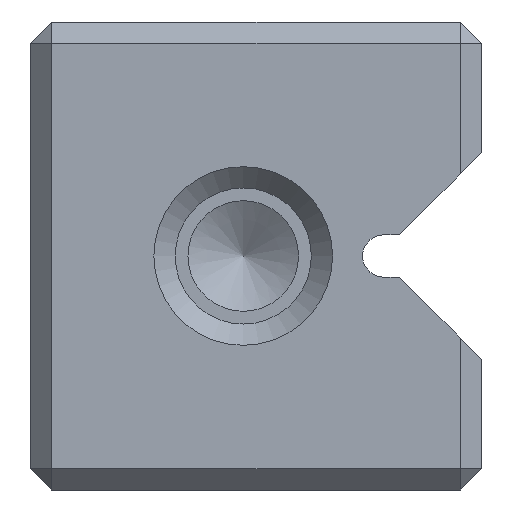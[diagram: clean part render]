
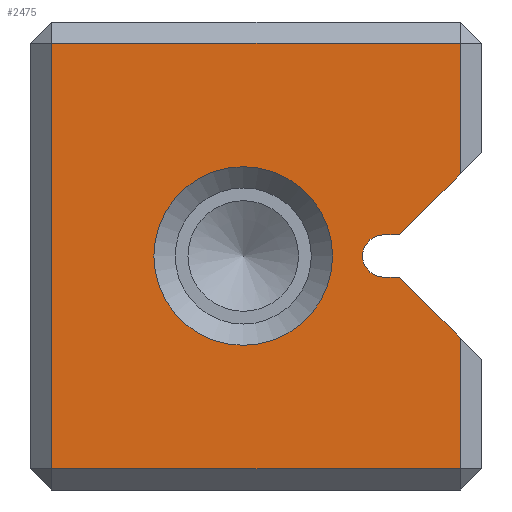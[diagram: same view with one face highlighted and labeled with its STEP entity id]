
A CAD part, left-side view. The second image highlights one B-rep face of the part: STEP entity #2475.
In plain terms, the highlighted planar face has unit normal (-1, 0, 0).
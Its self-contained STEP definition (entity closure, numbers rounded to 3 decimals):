
#2475=ADVANCED_FACE('',(#3426,#3427),#2868,.T.);
#2868=PLANE('',#8853);
#3134=CIRCLE('',#8851,2.1);
#3135=CIRCLE('',#8852,0.5);
#3426=FACE_BOUND('',#3638,.T.);
#3427=FACE_BOUND('',#3639,.T.);
#3638=EDGE_LOOP('',(#4371));
#3639=EDGE_LOOP('',(#4372,#4373,#4374,#4375,#4376,#4377,#4378,#4379,#4380,
#4381));
#4371=ORIENTED_EDGE('',*,*,#6851,.T.);
#4372=ORIENTED_EDGE('',*,*,#6852,.T.);
#4373=ORIENTED_EDGE('',*,*,#6853,.T.);
#4374=ORIENTED_EDGE('',*,*,#6854,.F.);
#4375=ORIENTED_EDGE('',*,*,#6855,.T.);
#4376=ORIENTED_EDGE('',*,*,#6856,.T.);
#4377=ORIENTED_EDGE('',*,*,#6857,.F.);
#4378=ORIENTED_EDGE('',*,*,#6858,.F.);
#4379=ORIENTED_EDGE('',*,*,#6859,.T.);
#4380=ORIENTED_EDGE('',*,*,#6860,.T.);
#4381=ORIENTED_EDGE('',*,*,#6861,.T.);
#6215=VERTEX_POINT('',#11420);
#6216=VERTEX_POINT('',#11422);
#6217=VERTEX_POINT('',#11423);
#6218=VERTEX_POINT('',#11425);
#6219=VERTEX_POINT('',#11427);
#6220=VERTEX_POINT('',#11429);
#6221=VERTEX_POINT('',#11431);
#6222=VERTEX_POINT('',#11433);
#6223=VERTEX_POINT('',#11435);
#6224=VERTEX_POINT('',#11437);
#6225=VERTEX_POINT('',#11439);
#6851=EDGE_CURVE('',#6215,#6215,#3134,.T.);
#6852=EDGE_CURVE('',#6216,#6217,#7673,.T.);
#6853=EDGE_CURVE('',#6217,#6218,#7674,.T.);
#6854=EDGE_CURVE('',#6219,#6218,#7675,.T.);
#6855=EDGE_CURVE('',#6219,#6220,#7676,.T.);
#6856=EDGE_CURVE('',#6220,#6221,#3135,.T.);
#6857=EDGE_CURVE('',#6222,#6221,#7677,.T.);
#6858=EDGE_CURVE('',#6223,#6222,#7678,.T.);
#6859=EDGE_CURVE('',#6223,#6224,#7679,.T.);
#6860=EDGE_CURVE('',#6224,#6225,#7680,.T.);
#6861=EDGE_CURVE('',#6225,#6216,#7681,.T.);
#7673=LINE('',#11421,#8331);
#7674=LINE('',#11424,#8332);
#7675=LINE('',#11426,#8333);
#7676=LINE('',#11428,#8334);
#7677=LINE('',#11432,#8335);
#7678=LINE('',#11434,#8336);
#7679=LINE('',#11436,#8337);
#7680=LINE('',#11438,#8338);
#7681=LINE('',#11440,#8339);
#8331=VECTOR('',#9437,1.);
#8332=VECTOR('',#9438,1.);
#8333=VECTOR('',#9439,1.);
#8334=VECTOR('',#9440,1.);
#8335=VECTOR('',#9443,1.);
#8336=VECTOR('',#9444,1.);
#8337=VECTOR('',#9445,1.);
#8338=VECTOR('',#9446,1.);
#8339=VECTOR('',#9447,1.);
#8851=AXIS2_PLACEMENT_3D('',#11419,#9435,#9436);
#8852=AXIS2_PLACEMENT_3D('',#11430,#9441,#9442);
#8853=AXIS2_PLACEMENT_3D('',#11441,#9448,#9449);
#9435=DIRECTION('',(1.,0.,0.));
#9436=DIRECTION('',(0.,0.,1.));
#9437=DIRECTION('',(0.,-1.,0.));
#9438=DIRECTION('',(0.,0.,1.));
#9439=DIRECTION('',(0.,-0.707,-0.707));
#9440=DIRECTION('',(0.,1.,0.));
#9441=DIRECTION('',(1.,0.,0.));
#9442=DIRECTION('',(0.,0.,1.));
#9443=DIRECTION('',(0.,1.,0.));
#9444=DIRECTION('',(0.,0.707,-0.707));
#9445=DIRECTION('',(0.,0.,1.));
#9446=DIRECTION('',(0.,1.,0.));
#9447=DIRECTION('',(0.,0.,-1.));
#9448=DIRECTION('',(-1.,0.,0.));
#9449=DIRECTION('',(0.,0.,-1.));
#11419=CARTESIAN_POINT('',(0.,5.6,5.5));
#11420=CARTESIAN_POINT('',(0.,5.6,7.6));
#11421=CARTESIAN_POINT('',(0.,5.3,0.5));
#11422=CARTESIAN_POINT('',(0.,10.1,0.5));
#11423=CARTESIAN_POINT('',(0.,0.5,0.5));
#11424=CARTESIAN_POINT('',(0.,0.5,0.));
#11425=CARTESIAN_POINT('',(0.,0.5,3.572));
#11426=CARTESIAN_POINT('',(0.,1.114,4.186));
#11427=CARTESIAN_POINT('',(0.,1.928,5.));
#11428=CARTESIAN_POINT('',(0.,2.8,5.));
#11429=CARTESIAN_POINT('',(0.,2.3,5.));
#11430=CARTESIAN_POINT('',(0.,2.3,5.5));
#11431=CARTESIAN_POINT('',(0.,2.3,6.));
#11432=CARTESIAN_POINT('',(0.,2.8,6.));
#11433=CARTESIAN_POINT('',(0.,1.928,6.));
#11434=CARTESIAN_POINT('',(0.,6.614,1.314));
#11435=CARTESIAN_POINT('',(0.,0.5,7.428));
#11436=CARTESIAN_POINT('',(0.,0.5,0.));
#11437=CARTESIAN_POINT('',(0.,0.5,10.5));
#11438=CARTESIAN_POINT('',(0.,5.3,10.5));
#11439=CARTESIAN_POINT('',(0.,10.1,10.5));
#11440=CARTESIAN_POINT('',(0.,10.1,0.));
#11441=CARTESIAN_POINT('',(0.,5.3,0.));
